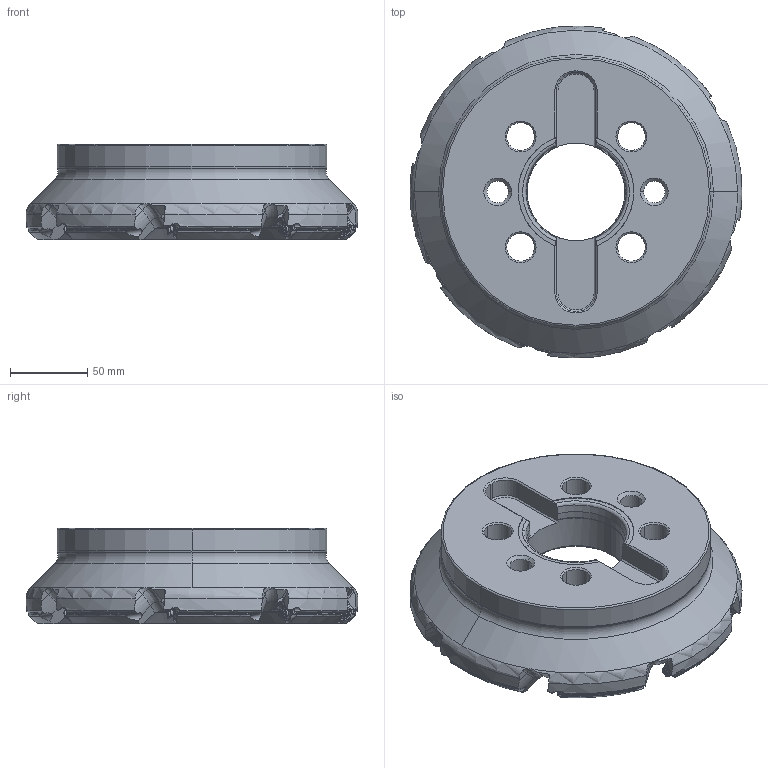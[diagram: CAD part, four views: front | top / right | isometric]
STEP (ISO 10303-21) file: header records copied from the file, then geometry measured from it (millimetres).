
FILE_DESCRIPTION(/* description */ (''),/* implementation_level */ '2;1');
FILE_NAME(/* name */ 'WSX445UR0808MN.stp',/* time_stamp */ '2021-09-08T11:36:26+09:00',/* author */ (''),/* organization */ (''),/* preprocessor_version */ 'ST-DEVELOPER v16',/* originating_system */ 'SIEMENS PLM Software NX 10.0',/* authorisation */ '');
FILE_SCHEMA (('AUTOMOTIVE_DESIGN { 1 0 10303 214 3 1 1 1 }'));
Products named in the file (1): WSX445UR0808MN_ASM
Bounding box: 215.44 x 215.44 x 61.75 mm (x, y, z)
Volume: 1103266.9 mm3; surface area: 123581.9 mm2
Topology: 9 solids, 9 shells, 1239 faces, 3166 edges, 1969 vertices
Faces by surface type: cylinder 362, plane 275, bspline 256, torus 134, cone 92, extrusion 64, sphere 56
Entity records: 86333 total; most frequent: CARTESIAN_POINT 58558, ORIENTED_EDGE 6268, DIRECTION 4960, EDGE_CURVE 3134, AXIS2_PLACEMENT_3D 1990, VERTEX_POINT 1930, EDGE_LOOP 1270, B_SPLINE_CURVE_WITH_KNOTS 1252
